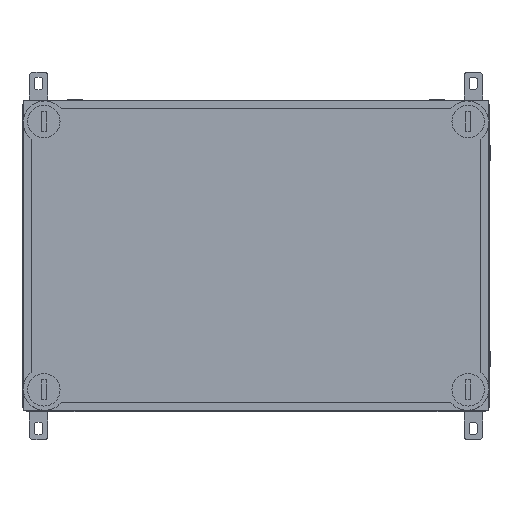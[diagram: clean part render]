
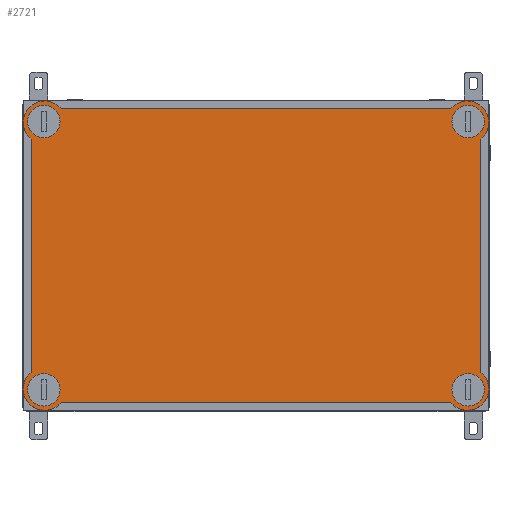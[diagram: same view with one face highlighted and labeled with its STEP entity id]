
A CAD part, top view. The second image highlights one B-rep face of the part: STEP entity #2721.
In plain terms, the highlighted planar face has unit normal (0, 0, 1).
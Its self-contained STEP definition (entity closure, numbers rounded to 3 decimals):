
#2721 = ADVANCED_FACE( '', ( #6746, #6747, #6748, #6749, #6750 ), #6751, .T. );
#6746 = FACE_BOUND( '', #12554, .T. );
#6747 = FACE_BOUND( '', #12555, .T. );
#6748 = FACE_BOUND( '', #12556, .T. );
#6749 = FACE_BOUND( '', #12557, .T. );
#6750 = FACE_OUTER_BOUND( '', #12558, .T. );
#6751 = PLANE( '', #12559 );
#12554 = EDGE_LOOP( '', ( #21011 ) );
#12555 = EDGE_LOOP( '', ( #21012 ) );
#12556 = EDGE_LOOP( '', ( #21013 ) );
#12557 = EDGE_LOOP( '', ( #21014 ) );
#12558 = EDGE_LOOP( '', ( #21015, #21016, #21017, #21018, #21019, #21020, #21021, #21022 ) );
#12559 = AXIS2_PLACEMENT_3D( '', #21023, #21024, #21025 );
#21011 = ORIENTED_EDGE( '', *, *, #34396, .F. );
#21012 = ORIENTED_EDGE( '', *, *, #34397, .F. );
#21013 = ORIENTED_EDGE( '', *, *, #34398, .F. );
#21014 = ORIENTED_EDGE( '', *, *, #34399, .F. );
#21015 = ORIENTED_EDGE( '', *, *, #34400, .T. );
#21016 = ORIENTED_EDGE( '', *, *, #34401, .T. );
#21017 = ORIENTED_EDGE( '', *, *, #34402, .T. );
#21018 = ORIENTED_EDGE( '', *, *, #34171, .T. );
#21019 = ORIENTED_EDGE( '', *, *, #34024, .F. );
#21020 = ORIENTED_EDGE( '', *, *, #34403, .T. );
#21021 = ORIENTED_EDGE( '', *, *, #34404, .F. );
#21022 = ORIENTED_EDGE( '', *, *, #34405, .T. );
#21023 = CARTESIAN_POINT( '', ( 0., 0., 55. ) );
#21024 = DIRECTION( '', ( 0., 0., 1. ) );
#21025 = DIRECTION( '', ( 1., 0., 0. ) );
#34024 = EDGE_CURVE( '', #41165, #41166, #41167, .T. );
#34171 = EDGE_CURVE( '', #41398, #41166, #41401, .T. );
#34396 = EDGE_CURVE( '', #41763, #41763, #41764, .T. );
#34397 = EDGE_CURVE( '', #41765, #41765, #41766, .T. );
#34398 = EDGE_CURVE( '', #41767, #41767, #41768, .T. );
#34399 = EDGE_CURVE( '', #41769, #41769, #41770, .T. );
#34400 = EDGE_CURVE( '', #41771, #41772, #41773, .T. );
#34401 = EDGE_CURVE( '', #41772, #41774, #41775, .T. );
#34402 = EDGE_CURVE( '', #41774, #41398, #41776, .T. );
#34403 = EDGE_CURVE( '', #41165, #41777, #41778, .T. );
#34404 = EDGE_CURVE( '', #41779, #41777, #41780, .T. );
#34405 = EDGE_CURVE( '', #41779, #41771, #41781, .T. );
#41165 = VERTEX_POINT( '', #50778 );
#41166 = VERTEX_POINT( '', #50779 );
#41167 = LINE( '', #50780, #50781 );
#41398 = VERTEX_POINT( '', #51087 );
#41401 = CIRCLE( '', #51091, 17.18 );
#41763 = VERTEX_POINT( '', #51577 );
#41764 = CIRCLE( '', #51578, 13. );
#41765 = VERTEX_POINT( '', #51579 );
#41766 = CIRCLE( '', #51580, 13. );
#41767 = VERTEX_POINT( '', #51581 );
#41768 = CIRCLE( '', #51582, 13. );
#41769 = VERTEX_POINT( '', #51583 );
#41770 = CIRCLE( '', #51584, 13. );
#41771 = VERTEX_POINT( '', #51585 );
#41772 = VERTEX_POINT( '', #51586 );
#41773 = LINE( '', #51587, #51588 );
#41774 = VERTEX_POINT( '', #51589 );
#41775 = CIRCLE( '', #51590, 17.18 );
#41776 = LINE( '', #51591, #51592 );
#41777 = VERTEX_POINT( '', #51593 );
#41778 = CIRCLE( '', #51594, 17.18 );
#41779 = VERTEX_POINT( '', #51595 );
#41780 = LINE( '', #51596, #51597 );
#41781 = CIRCLE( '', #51598, 17.18 );
#50778 = CARTESIAN_POINT( '', ( 342.439, 6.4, 55. ) );
#50779 = CARTESIAN_POINT( '', ( 30.561, 6.4, 55. ) );
#50780 = CARTESIAN_POINT( '', ( 373., 6.4, 55. ) );
#50781 = VECTOR( '', #60312, 1000. );
#51087 = CARTESIAN_POINT( '', ( 6.4, 30.561, 55. ) );
#51091 = AXIS2_PLACEMENT_3D( '', #60482, #60483, #60484 );
#51577 = CARTESIAN_POINT( '', ( 29.5, 231.5, 55. ) );
#51578 = AXIS2_PLACEMENT_3D( '', #60753, #60754, #60755 );
#51579 = CARTESIAN_POINT( '', ( 29.5, 16.5, 55. ) );
#51580 = AXIS2_PLACEMENT_3D( '', #60756, #60757, #60758 );
#51581 = CARTESIAN_POINT( '', ( 369.5, 16.5, 55. ) );
#51582 = AXIS2_PLACEMENT_3D( '', #60759, #60760, #60761 );
#51583 = CARTESIAN_POINT( '', ( 369.5, 231.5, 55. ) );
#51584 = AXIS2_PLACEMENT_3D( '', #60762, #60763, #60764 );
#51585 = CARTESIAN_POINT( '', ( 342.439, 241.6, 55. ) );
#51586 = CARTESIAN_POINT( '', ( 30.561, 241.6, 55. ) );
#51587 = CARTESIAN_POINT( '', ( 373., 241.6, 55. ) );
#51588 = VECTOR( '', #60765, 1000. );
#51589 = CARTESIAN_POINT( '', ( 6.4, 217.439, 55. ) );
#51590 = AXIS2_PLACEMENT_3D( '', #60766, #60767, #60768 );
#51591 = CARTESIAN_POINT( '', ( 6.4, 248., 55. ) );
#51592 = VECTOR( '', #60769, 1000. );
#51593 = CARTESIAN_POINT( '', ( 366.6, 30.561, 55. ) );
#51594 = AXIS2_PLACEMENT_3D( '', #60770, #60771, #60772 );
#51595 = CARTESIAN_POINT( '', ( 366.6, 217.439, 55. ) );
#51596 = CARTESIAN_POINT( '', ( 366.6, 248., 55. ) );
#51597 = VECTOR( '', #60773, 1000. );
#51598 = AXIS2_PLACEMENT_3D( '', #60774, #60775, #60776 );
#60312 = DIRECTION( '', ( -1., 0., 0. ) );
#60482 = CARTESIAN_POINT( '', ( 17.2, 17.2, 55. ) );
#60483 = DIRECTION( '', ( 0., 0., 1. ) );
#60484 = DIRECTION( '', ( 1., 0., 0. ) );
#60753 = CARTESIAN_POINT( '', ( 16.5, 231.5, 55. ) );
#60754 = DIRECTION( '', ( 0., 0., 1. ) );
#60755 = DIRECTION( '', ( 1., 0., 0. ) );
#60756 = CARTESIAN_POINT( '', ( 16.5, 16.5, 55. ) );
#60757 = DIRECTION( '', ( 0., 0., 1. ) );
#60758 = DIRECTION( '', ( 1., 0., 0. ) );
#60759 = CARTESIAN_POINT( '', ( 356.5, 16.5, 55. ) );
#60760 = DIRECTION( '', ( 0., 0., 1. ) );
#60761 = DIRECTION( '', ( 1., 0., 0. ) );
#60762 = CARTESIAN_POINT( '', ( 356.5, 231.5, 55. ) );
#60763 = DIRECTION( '', ( 0., 0., 1. ) );
#60764 = DIRECTION( '', ( 1., 0., 0. ) );
#60765 = DIRECTION( '', ( -1., 0., 0. ) );
#60766 = CARTESIAN_POINT( '', ( 17.2, 230.8, 55. ) );
#60767 = DIRECTION( '', ( 0., 0., 1. ) );
#60768 = DIRECTION( '', ( 1., 0., 0. ) );
#60769 = DIRECTION( '', ( 0., -1., 0. ) );
#60770 = CARTESIAN_POINT( '', ( 355.8, 17.2, 55. ) );
#60771 = DIRECTION( '', ( 0., 0., 1. ) );
#60772 = DIRECTION( '', ( 1., 0., 0. ) );
#60773 = DIRECTION( '', ( 0., -1., 0. ) );
#60774 = CARTESIAN_POINT( '', ( 355.8, 230.8, 55. ) );
#60775 = DIRECTION( '', ( 0., 0., 1. ) );
#60776 = DIRECTION( '', ( 1., 0., 0. ) );
